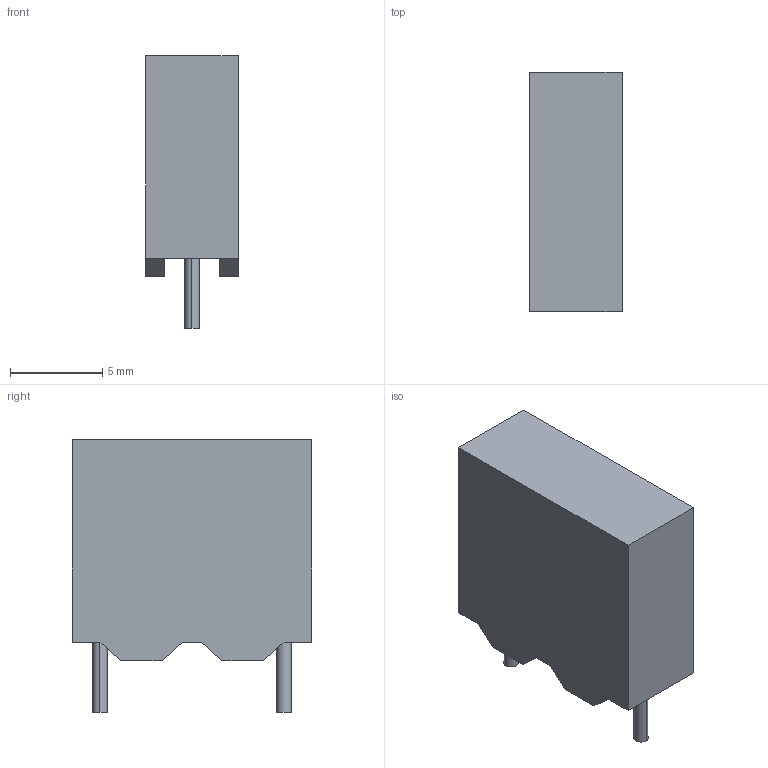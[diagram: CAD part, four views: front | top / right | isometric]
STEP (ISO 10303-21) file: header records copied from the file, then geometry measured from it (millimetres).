
FILE_DESCRIPTION (( 'STEP AP214' ), '1' );
FILE_NAME ('User Library-Hua Jung MKP-104K0305AB1101-P.STEP', '2017-11-17T07:45:51', ( '' ), ( '' ), 'SwSTEP 2.0', 'SolidWorks 2017', '' );
FILE_SCHEMA (( 'AUTOMOTIVE_DESIGN' ));
Length unit declared in the file: millimetre
Products named in the file (1): User Library-Hua Jung MKP-104K0305AB1101-P
Bounding box: 5 x 13 x 14.81 mm (x, y, z)
Volume: 732.3 mm3; surface area: 575.4 mm2
Topology: 1 solids, 1 shells, 922 faces, 2395 edges, 1555 vertices
Faces by surface type: plane 509, bspline 384, cylinder 29
Entity records: 40557 total; most frequent: CARTESIAN_POINT 10483, ORIENTED_EDGE 4790, DIRECTION 2757, EDGE_CURVE 2395, LINE 1563, VECTOR 1563, VERTEX_POINT 1555, EDGE_LOOP 1002
